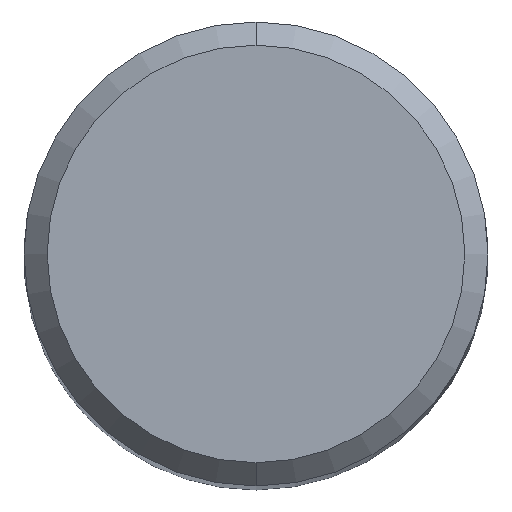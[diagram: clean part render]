
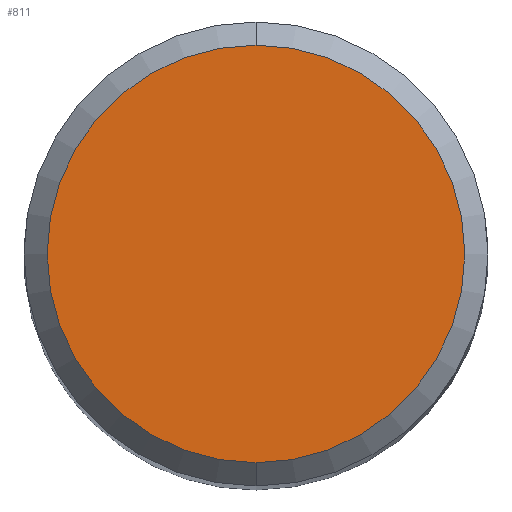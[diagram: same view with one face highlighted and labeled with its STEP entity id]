
A CAD part, top view. The second image highlights one B-rep face of the part: STEP entity #811.
In plain terms, the highlighted planar face has unit normal (0, 0, 1).
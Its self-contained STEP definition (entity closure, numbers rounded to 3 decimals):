
#341=VERTEX_POINT('',#976);
#461=EDGE_CURVE('',#341,#629,#1107,.T.);
#629=VERTEX_POINT('',#1286);
#811=ADVANCED_FACE('',(#1486),#1487,.T.);
#905=EDGE_CURVE('',#629,#341,#1594,.T.);
#976=CARTESIAN_POINT('',(0.0,5.4,0.0));
#1107=CIRCLE('',#2010,5.4);
#1286=CARTESIAN_POINT('',(0.,-5.4,0.0));
#1486=FACE_OUTER_BOUND('',#5192,.T.);
#1487=PLANE('',#5193);
#1594=CIRCLE('',#5531,5.4);
#2010=AXIS2_PLACEMENT_3D('',#6439,#6440,#6441);
#5192=EDGE_LOOP('',(#6808,#6809));
#5193=AXIS2_PLACEMENT_3D('',#6810,#6811,#6812);
#5531=AXIS2_PLACEMENT_3D('',#6990,#6991,#6992);
#6439=CARTESIAN_POINT('',(0.0,0.0,0.0));
#6440=DIRECTION('',(0.0,0.0,-1.0));
#6441=DIRECTION('',(0.0,1.0,0.0));
#6808=ORIENTED_EDGE('',*,*,#461,.F.);
#6809=ORIENTED_EDGE('',*,*,#905,.F.);
#6810=CARTESIAN_POINT('',(0.0,2.7,0.0));
#6811=DIRECTION('',(-0.0,0.0,1.0));
#6812=DIRECTION('',(0.0,-1.0,0.0));
#6990=CARTESIAN_POINT('',(0.0,0.0,0.0));
#6991=DIRECTION('',(0.0,0.0,-1.0));
#6992=DIRECTION('',(0.0,1.0,0.0));
